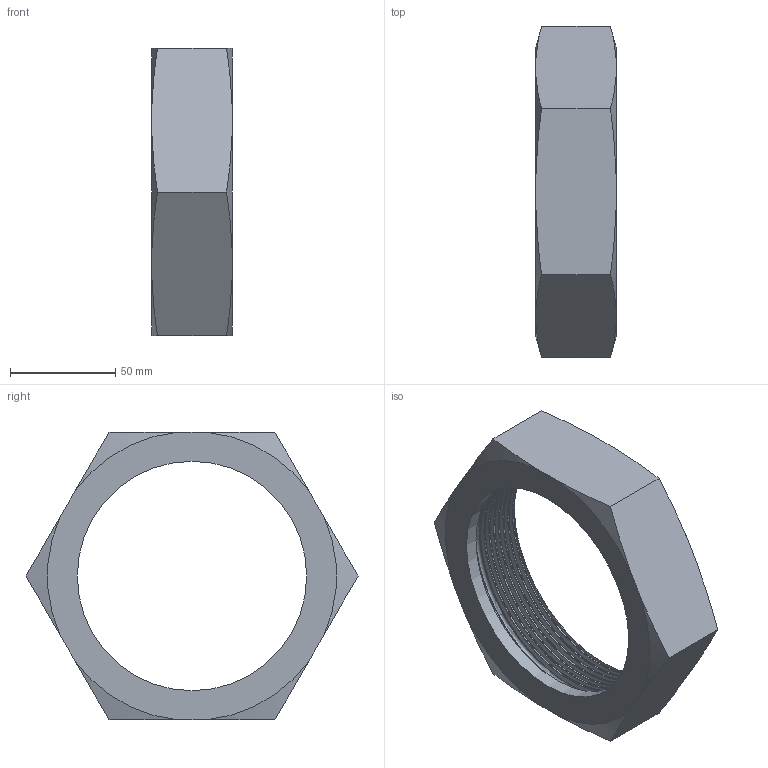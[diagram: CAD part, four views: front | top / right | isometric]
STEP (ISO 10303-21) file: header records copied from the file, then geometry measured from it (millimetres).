
FILE_DESCRIPTION(/* description */ (''),/* implementation_level */ '2;1');
FILE_NAME(/* name */ '13H-4.stp',/* time_stamp */ '2022-05-03T15:41:20-04:00',/* author */ ('ken'),/* organization */ (''),/* preprocessor_version */ 'ST-DEVELOPER v18.1',/* originating_system */ 'Autodesk Inventor 2020',/* authorisation */ '');
FILE_SCHEMA (('AUTOMOTIVE_DESIGN { 1 0 10303 214 3 1 1 }'));
Length unit declared in the file: inch
Products named in the file (1): 13H-4
Bounding box: 38.1 x 157.48 x 136.38 mm (x, y, z)
Volume: 200686 mm3; surface area: 55172.8 mm2
Topology: 1 solids, 1 shells, 57 faces, 164 edges, 110 vertices
Faces by surface type: cylinder 23, cone 14, plane 11, bspline 6, torus 3
Full cylindrical faces by diameter (mm): 108.839 x1, 115.976 x6, 120.294 x1, 120.675 x9
Entity records: 7074 total; most frequent: CARTESIAN_POINT 5706, ORIENTED_EDGE 328, DIRECTION 215, EDGE_CURVE 164, VERTEX_POINT 110, AXIS2_PLACEMENT_3D 85, B_SPLINE_CURVE_WITH_KNOTS 62, EDGE_LOOP 60
